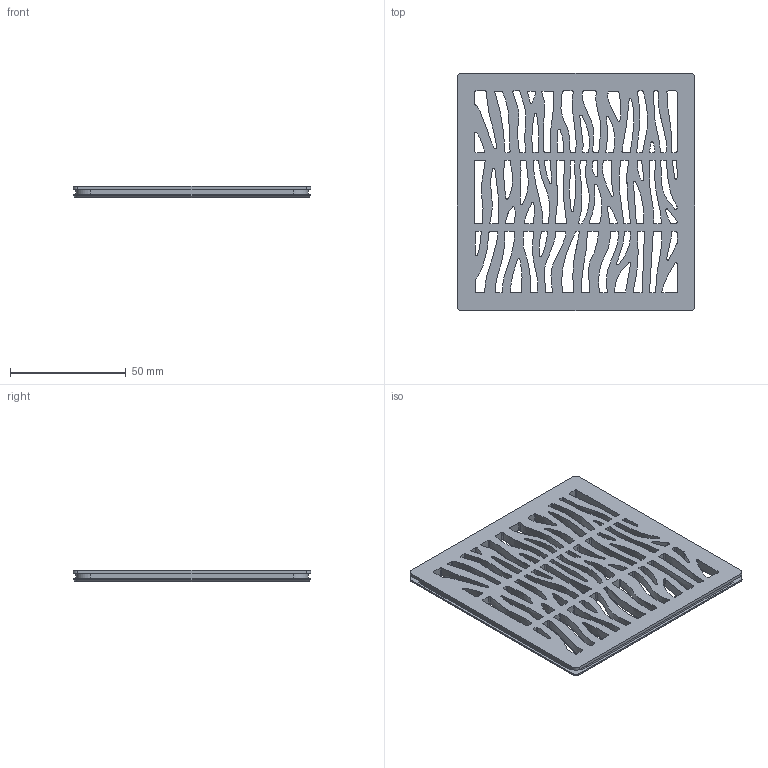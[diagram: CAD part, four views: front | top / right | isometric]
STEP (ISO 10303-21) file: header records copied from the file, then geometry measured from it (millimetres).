
FILE_DESCRIPTION((''),'2;1');
FILE_NAME('51007','2021-09-17T12:13:46',('rsmith'),(''),'CREO PARAMETRIC BY PTC INC, 2018400','CREO PARAMETRIC BY PTC INC, 2018400','');
FILE_SCHEMA(('AUTOMOTIVE_DESIGN { 1 0 10303 214 1 1 1 1 }'));
Products named in the file (1): 51007
Bounding box: 102.74 x 102.74 x 4.78 mm (x, y, z)
Volume: 31270.2 mm3; surface area: 27914.3 mm2
Topology: 1 solids, 1 shells, 820 faces, 2055 edges, 1237 vertices
Faces by surface type: bspline 580, cylinder 118, plane 112, cone 7, torus 3
Entity records: 62623 total; most frequent: CARTESIAN_POINT 41024, ORIENTED_EDGE 4110, PRESENTATION_STYLE_ASSIGNMENT 2056, STYLED_ITEM 2056, CURVE_STYLE 2055, EDGE_CURVE 2055, DIRECTION 1702, B_SPLINE_CURVE_WITH_KNOTS 1262
